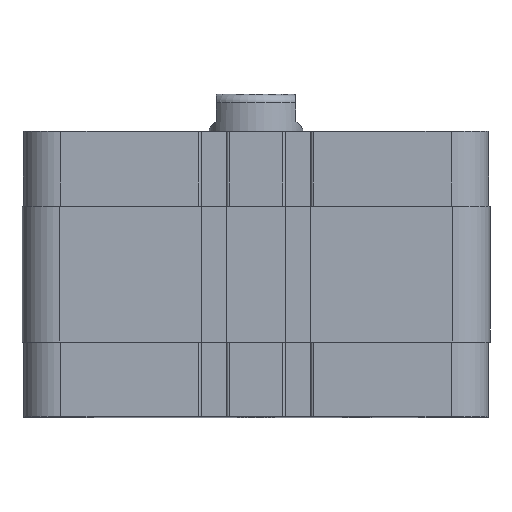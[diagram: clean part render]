
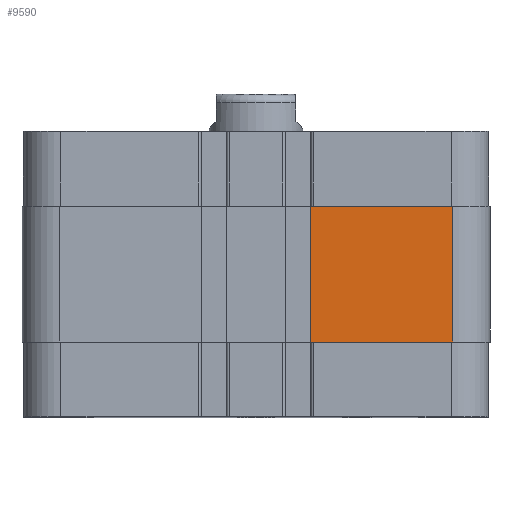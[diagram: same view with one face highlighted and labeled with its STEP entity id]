
A CAD part, top view. The second image highlights one B-rep face of the part: STEP entity #9590.
In plain terms, the highlighted planar face has unit normal (0, 0, 1).
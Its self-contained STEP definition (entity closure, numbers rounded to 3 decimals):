
#7050=CARTESIAN_POINT('',(11.75,14.5,50.));
#7051=VERTEX_POINT('',#7050);
#7058=CARTESIAN_POINT('',(42.,14.5,50.));
#7059=VERTEX_POINT('',#7058);
#7060=CARTESIAN_POINT('',(42.,14.5,50.));
#7061=DIRECTION('',(-1.0,0.0,0.0));
#7062=VECTOR('',#7061,30.25);
#7063=LINE('',#7060,#7062);
#7064=EDGE_CURVE('',#7059,#7051,#7063,.T.);
#8984=CARTESIAN_POINT('',(42.,-14.5,50.));
#8985=VERTEX_POINT('',#8984);
#8993=CARTESIAN_POINT('',(11.75,-14.5,50.));
#8994=VERTEX_POINT('',#8993);
#8995=CARTESIAN_POINT('',(11.75,-14.5,50.));
#8996=DIRECTION('',(1.0,0.0,0.0));
#8997=VECTOR('',#8996,30.25);
#8998=LINE('',#8995,#8997);
#8999=EDGE_CURVE('',#8994,#8985,#8998,.T.);
#9563=CARTESIAN_POINT('',(42.,-14.5,50.));
#9564=DIRECTION('',(0.0,1.0,0.0));
#9565=VECTOR('',#9564,29.);
#9566=LINE('',#9563,#9565);
#9567=EDGE_CURVE('',#8985,#7059,#9566,.T.);
#9574=CARTESIAN_POINT('',(42.,0.0,50.));
#9575=DIRECTION('',(0.0,0.0,1.0));
#9576=DIRECTION('',(1.0,0.0,0.0));
#9577=AXIS2_PLACEMENT_3D('',#9574,#9575,#9576);
#9578=PLANE('',#9577);
#9579=ORIENTED_EDGE('',*,*,#7064,.T.);
#9580=CARTESIAN_POINT('',(11.75,-14.5,50.));
#9581=DIRECTION('',(0.0,1.0,0.0));
#9582=VECTOR('',#9581,29.);
#9583=LINE('',#9580,#9582);
#9584=EDGE_CURVE('',#8994,#7051,#9583,.T.);
#9585=ORIENTED_EDGE('',*,*,#9584,.F.);
#9586=ORIENTED_EDGE('',*,*,#8999,.T.);
#9587=ORIENTED_EDGE('',*,*,#9567,.T.);
#9588=EDGE_LOOP('',(#9579,#9585,#9586,#9587));
#9589=FACE_OUTER_BOUND('',#9588,.T.);
#9590=ADVANCED_FACE('',(#9589),#9578,.T.);
